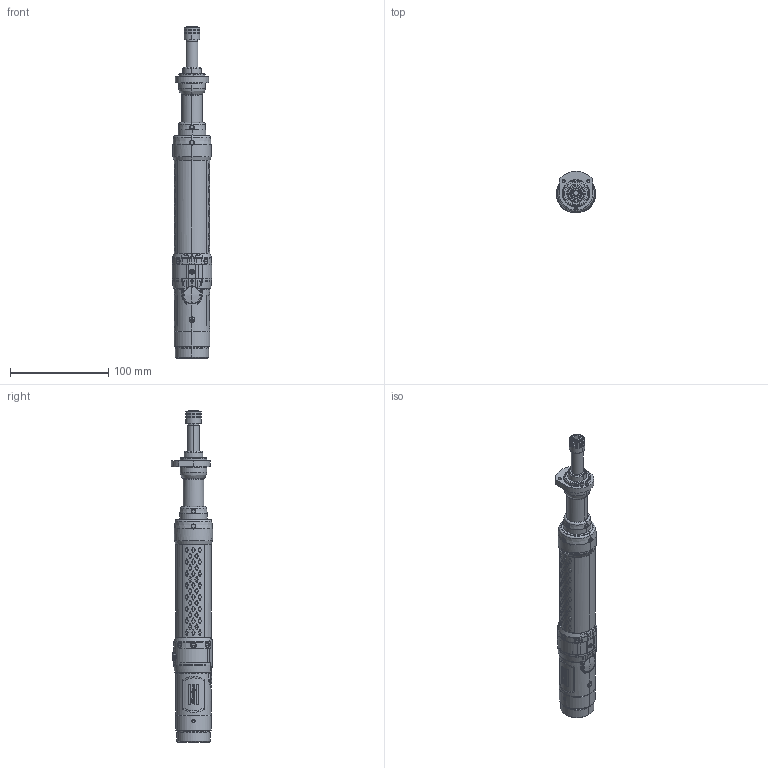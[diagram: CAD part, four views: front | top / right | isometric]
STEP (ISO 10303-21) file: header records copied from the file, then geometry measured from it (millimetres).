
FILE_DESCRIPTION((''),'2;1');
FILE_NAME('8436022407_ASM','2014-11-20T',('tooextcsr'),(''),'PRO/ENGINEER BY PARAMETRIC TECHNOLOGY CORPORATION, 2013410','PRO/ENGINEER BY PARAMETRIC TECHNOLOGY CORPORATION, 2013410','');
FILE_SCHEMA(('CONFIG_CONTROL_DESIGN','GEOMETRIC_VALIDATION_PROPERTIES_MIM'));
Products named in the file (35): 4220394770_AF2; 4220394712_AF1; 4220394772_AF1_ASM; 4220394701_AF1; 4220394780_ASM; 4220408701; 4220394781_ASM; 4220393101; 4224211301_ASM; 4220393110; 4220397382_ASM; 4220393100; 0217110064; 4220438701; 4220438780_ASM; 4220438705_FOLDED; 0219110028; 4224230501_ASM; 4220396401; 4224226100_ASM; 4220305816; 4220521100; 4090058500; 4220305802; 4090069700; 4220305801; 0335351004_SPEC1; 4210232700; 4210232600; 4220305810_AF0; 4224356112_ASM; 4220396701; 4220396700; 4220393507; 8436022407_ASM
Assembly tree (39 placements, depth 6):
  8436022407_ASM
    4224230501_ASM
      4220394781_ASM
        4220394780_ASM
          4220394772_AF1_ASM
            4220394770_AF2
            4220394712_AF1
          4220394701_AF1
        4220408701  x6
      4224211301_ASM
        4220393101
      4220397382_ASM
        4220393110
      4220393100
      0217110064
      4220438780_ASM
        4220438701
      4220438705_FOLDED
      0219110028
    4224226100_ASM
      4220396401
    4224356112_ASM
      4220305816
      4220521100
      4090058500
      4220305802
      4090069700
      4220305801
      0335351004_SPEC1
      4210232700
      4210232600
      4220305810_AF0
    4220396701
    4220396700
    4220393507
Bounding box: 40.1 x 42 x 338.07 mm (x, y, z)
Volume: 149973.9 mm3; surface area: 152918.8 mm2
Topology: 31 solids, 34 shells, 4667 faces, 12000 edges, 7547 vertices
Faces by surface type: bspline 1413, plane 1374, cylinder 1011, cone 528, torus 282, sphere 47, extrusion 12
Entity records: 306971 total; most frequent: CARTESIAN_POINT 166831, ORIENTED_EDGE 22564, DIRECTION 16397, PRESENTATION_STYLE_ASSIGNMENT 11912, STYLED_ITEM 11302, EDGE_CURVE 11291, CURVE_STYLE 11273, VERTEX_POINT 7127
